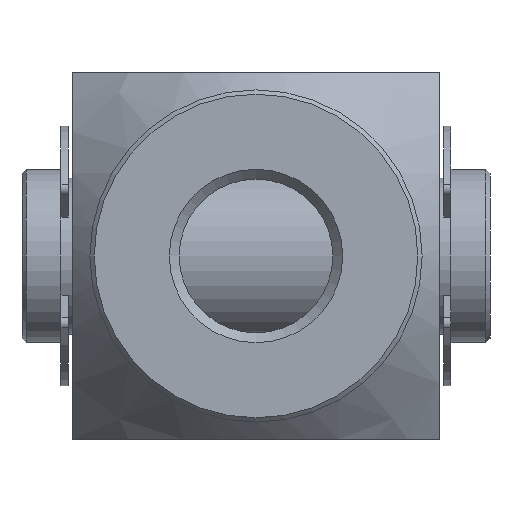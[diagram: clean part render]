
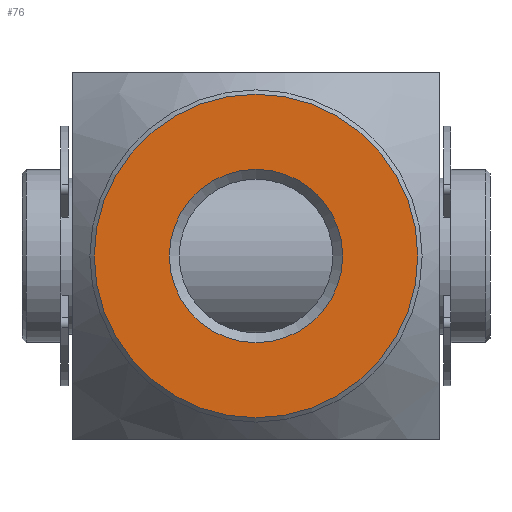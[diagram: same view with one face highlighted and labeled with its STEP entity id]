
A CAD part, front view. The second image highlights one B-rep face of the part: STEP entity #76.
In plain terms, the highlighted planar face has unit normal (0, -1, 0).
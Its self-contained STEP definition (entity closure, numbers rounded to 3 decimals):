
#76 = ADVANCED_FACE( '', ( #135, #136 ), #137, .F. );
#135 = FACE_OUTER_BOUND( '', #265, .T. );
#136 = FACE_BOUND( '', #266, .T. );
#137 = PLANE( '', #267 );
#265 = EDGE_LOOP( '', ( #408 ) );
#266 = EDGE_LOOP( '', ( #409 ) );
#267 = AXIS2_PLACEMENT_3D( '', #410, #411, #412 );
#408 = ORIENTED_EDGE( '', *, *, #865, .F. );
#409 = ORIENTED_EDGE( '', *, *, #866, .F. );
#410 = CARTESIAN_POINT( '', ( 0., -20., 0. ) );
#411 = DIRECTION( '', ( 0., 1., 0. ) );
#412 = DIRECTION( '', ( 0., 0., 1. ) );
#865 = EDGE_CURVE( '', #1024, #1024, #1025, .T. );
#866 = EDGE_CURVE( '', #1026, #1026, #1027, .F. );
#1024 = VERTEX_POINT( '', #1274 );
#1025 = CIRCLE( '', #1275, 11.2 );
#1026 = VERTEX_POINT( '', #1276 );
#1027 = CIRCLE( '', #1277, 6. );
#1274 = CARTESIAN_POINT( '', ( 0., -20., 11.2 ) );
#1275 = AXIS2_PLACEMENT_3D( '', #1693, #1694, #1695 );
#1276 = CARTESIAN_POINT( '', ( 0., -20., 6. ) );
#1277 = AXIS2_PLACEMENT_3D( '', #1696, #1697, #1698 );
#1693 = CARTESIAN_POINT( '', ( 0., -20., 0. ) );
#1694 = DIRECTION( '', ( 0., 1., 0. ) );
#1695 = DIRECTION( '', ( 0., 0., 1. ) );
#1696 = CARTESIAN_POINT( '', ( 0., -20., 0. ) );
#1697 = DIRECTION( '', ( 0., 1., 0. ) );
#1698 = DIRECTION( '', ( 0., 0., 1. ) );
